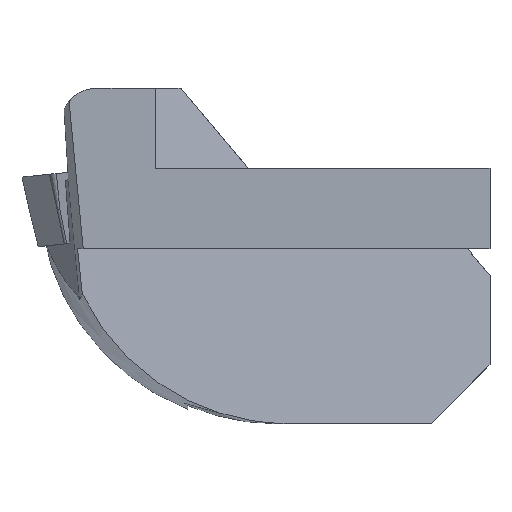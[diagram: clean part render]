
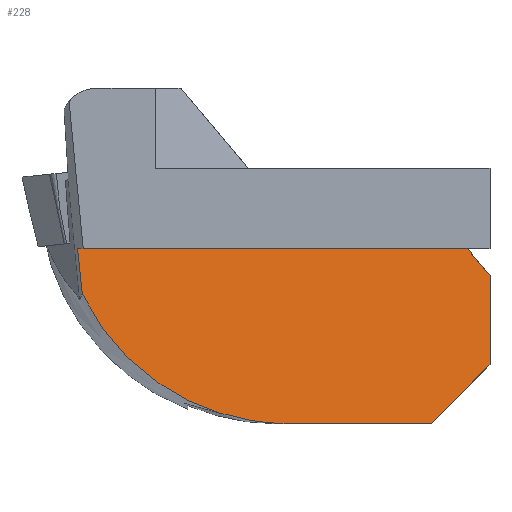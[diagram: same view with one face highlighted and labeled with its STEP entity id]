
A CAD part, top view. The second image highlights one B-rep face of the part: STEP entity #228.
In plain terms, the highlighted planar face has unit normal (0, 0.139, 0.99).
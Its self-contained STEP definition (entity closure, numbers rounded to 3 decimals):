
#158=B_SPLINE_CURVE_WITH_KNOTS('',3,(#1997,#1998,#1999,#2000,#2001,#2002),
 .UNSPECIFIED.,.F.,.F.,(4,2,4),(0.,0.5,1.),.UNSPECIFIED.);
#228=ADVANCED_FACE('',(#338),#294,.T.);
#294=PLANE('',#1428);
#338=FACE_OUTER_BOUND('',#396,.T.);
#396=EDGE_LOOP('',(#541,#542,#543,#544,#545,#546,#547));
#541=ORIENTED_EDGE('',*,*,#983,.F.);
#542=ORIENTED_EDGE('',*,*,#984,.T.);
#543=ORIENTED_EDGE('',*,*,#961,.T.);
#544=ORIENTED_EDGE('',*,*,#985,.F.);
#545=ORIENTED_EDGE('',*,*,#986,.F.);
#546=ORIENTED_EDGE('',*,*,#987,.T.);
#547=ORIENTED_EDGE('',*,*,#988,.T.);
#840=VERTEX_POINT('',#1908);
#841=VERTEX_POINT('',#1910);
#859=VERTEX_POINT('',#1995);
#860=VERTEX_POINT('',#1996);
#861=VERTEX_POINT('',#2004);
#862=VERTEX_POINT('',#2006);
#863=VERTEX_POINT('',#2008);
#961=EDGE_CURVE('',#841,#840,#1124,.T.);
#983=EDGE_CURVE('',#859,#860,#1136,.T.);
#984=EDGE_CURVE('',#859,#841,#158,.T.);
#985=EDGE_CURVE('',#861,#840,#1137,.T.);
#986=EDGE_CURVE('',#862,#861,#1138,.T.);
#987=EDGE_CURVE('',#862,#863,#1139,.T.);
#988=EDGE_CURVE('',#863,#860,#1140,.T.);
#1124=LINE('',#1909,#1231);
#1136=LINE('',#1994,#1243);
#1137=LINE('',#2003,#1244);
#1138=LINE('',#2005,#1245);
#1139=LINE('',#2007,#1246);
#1140=LINE('',#2009,#1247);
#1231=VECTOR('',#1564,1.);
#1243=VECTOR('',#1594,1.);
#1244=VECTOR('',#1595,1.);
#1245=VECTOR('',#1596,1.);
#1246=VECTOR('',#1597,1.);
#1247=VECTOR('',#1598,1.);
#1428=AXIS2_PLACEMENT_3D('',#2010,#1599,#1600);
#1564=DIRECTION('',(1.,0.,0.));
#1594=DIRECTION('',(-0.102,0.985,-0.138));
#1595=DIRECTION('',(-0.704,-0.704,0.099));
#1596=DIRECTION('',(0.,-0.99,0.139));
#1597=DIRECTION('',(-0.639,0.762,-0.107));
#1598=DIRECTION('',(-1.,0.,0.));
#1599=DIRECTION('',(0.,0.139,0.99));
#1600=DIRECTION('',(0.,-0.99,0.139));
#1908=CARTESIAN_POINT('',(5.45,-14.3,1.377));
#1909=CARTESIAN_POINT('',(-2.814,-14.3,1.377));
#1910=CARTESIAN_POINT('',(-2.571,-14.3,1.377));
#1994=CARTESIAN_POINT('',(-14.258,-5.662,0.163));
#1995=CARTESIAN_POINT('',(-14.116,-7.028,0.355));
#1996=CARTESIAN_POINT('',(-14.378,-4.5,0.));
#1997=CARTESIAN_POINT('',(-14.116,-7.028,0.355));
#1998=CARTESIAN_POINT('',(-13.07,-9.196,0.66));
#1999=CARTESIAN_POINT('',(-11.425,-11.032,0.918));
#2000=CARTESIAN_POINT('',(-7.392,-13.588,1.277));
#2001=CARTESIAN_POINT('',(-4.998,-14.3,1.377));
#2002=CARTESIAN_POINT('',(-2.571,-14.3,1.377));
#2003=CARTESIAN_POINT('',(6.306,-13.444,1.257));
#2004=CARTESIAN_POINT('',(8.75,-11.,0.914));
#2005=CARTESIAN_POINT('',(8.75,-4.5,0.));
#2006=CARTESIAN_POINT('',(8.75,-6.,0.211));
#2007=CARTESIAN_POINT('',(3.282,0.516,-0.705));
#2008=CARTESIAN_POINT('',(7.491,-4.5,0.));
#2009=CARTESIAN_POINT('',(-21.45,-4.5,0.));
#2010=CARTESIAN_POINT('',(-2.814,-4.5,0.));
